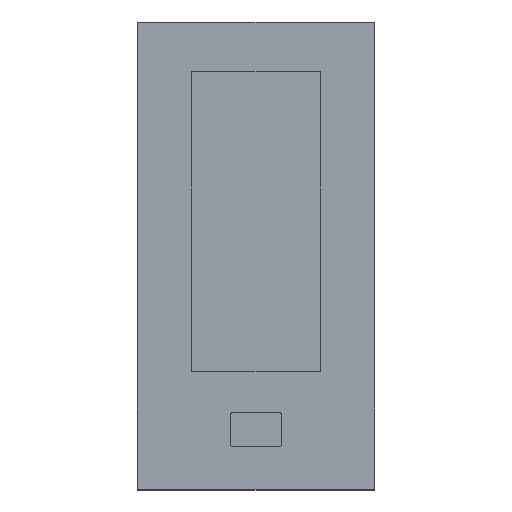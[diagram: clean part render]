
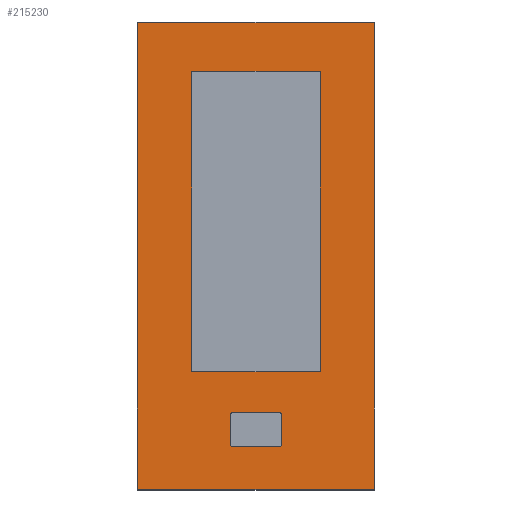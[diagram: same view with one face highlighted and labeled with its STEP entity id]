
A CAD part, top view. The second image highlights one B-rep face of the part: STEP entity #215230.
In plain terms, the highlighted planar face has unit normal (0, 0, 1).
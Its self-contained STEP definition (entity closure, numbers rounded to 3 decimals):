
#14940=CARTESIAN_POINT('',(-14.5,-279.825,139.));
#14950=VERTEX_POINT('',#14940);
#14980=CARTESIAN_POINT('',(-11.5,-279.825,139.));
#14990=DIRECTION('',(0.,0.,1.));
#15000=DIRECTION('',(1.,0.,0.));
#15010=AXIS2_PLACEMENT_3D('',#14980,#14990,#15000);
#15020=CIRCLE('',#15010,3.);
#15030=CARTESIAN_POINT('',(-11.5,-276.825,139.));
#15040=VERTEX_POINT('',#15030);
#15050=EDGE_CURVE('',#15040,#14950,#15020,.T.);
#16510=CARTESIAN_POINT('',(194.,-178.325,139.));
#16520=VERTEX_POINT('',#16510);
#16570=CARTESIAN_POINT('',(191.,-178.325,139.));
#16580=DIRECTION('',(0.,0.,-1.));
#16590=DIRECTION('',(-1.,0.,0.));
#16600=AXIS2_PLACEMENT_3D('',#16570,#16580,#16590);
#16610=CIRCLE('',#16600,3.);
#16620=CARTESIAN_POINT('',(191.,-181.325,139.));
#16630=VERTEX_POINT('',#16620);
#16640=EDGE_CURVE('',#16520,#16630,#16610,.T.);
#17000=CARTESIAN_POINT('',(-103.,-181.325,139.));
#17010=VERTEX_POINT('',#17000);
#17060=CARTESIAN_POINT('',(-103.,-178.325,139.));
#17070=DIRECTION('',(0.,0.,-1.));
#17080=DIRECTION('',(-1.,0.,0.));
#17090=AXIS2_PLACEMENT_3D('',#17060,#17070,#17080);
#17100=CIRCLE('',#17090,3.);
#17110=CARTESIAN_POINT('',(-106.,-178.325,139.));
#17120=VERTEX_POINT('',#17110);
#17130=EDGE_CURVE('',#17010,#17120,#17100,.T.);
#17490=CARTESIAN_POINT('',(-103.,518.675,139.));
#17500=VERTEX_POINT('',#17490);
#17550=CARTESIAN_POINT('',(0.,518.675,139.));
#17560=DIRECTION('',(1.,0.,0.));
#17570=VECTOR('',#17560,1.);
#17580=LINE('',#17550,#17570);
#17590=CARTESIAN_POINT('',(191.,518.675,139.));
#17600=VERTEX_POINT('',#17590);
#17610=EDGE_CURVE('',#17500,#17600,#17580,.T.);
#17930=CARTESIAN_POINT('',(0.,-181.325,139.));
#17940=DIRECTION('',(-1.,0.,0.));
#17950=VECTOR('',#17940,1.);
#17960=LINE('',#17930,#17950);
#17970=EDGE_CURVE('',#16630,#17010,#17960,.T.);
#18220=CARTESIAN_POINT('',(-106.,0.,139.));
#18230=DIRECTION('',(0.,1.,0.));
#18240=VECTOR('',#18230,1.);
#18250=LINE('',#18220,#18240);
#18260=CARTESIAN_POINT('',(-106.,515.675,139.));
#18270=VERTEX_POINT('',#18260);
#18280=EDGE_CURVE('',#17120,#18270,#18250,.T.);
#18600=CARTESIAN_POINT('',(-103.,515.675,139.));
#18610=DIRECTION('',(0.,0.,-1.));
#18620=DIRECTION('',(-1.,0.,0.));
#18630=AXIS2_PLACEMENT_3D('',#18600,#18610,#18620);
#18640=CIRCLE('',#18630,3.);
#18650=EDGE_CURVE('',#18270,#17500,#18640,.T.);
#18910=CARTESIAN_POINT('',(191.,515.675,139.));
#18920=DIRECTION('',(0.,0.,-1.));
#18930=DIRECTION('',(-1.,0.,0.));
#18940=AXIS2_PLACEMENT_3D('',#18910,#18920,#18930);
#18950=CIRCLE('',#18940,3.);
#18960=CARTESIAN_POINT('',(194.,515.675,139.));
#18970=VERTEX_POINT('',#18960);
#18980=EDGE_CURVE('',#17600,#18970,#18950,.T.);
#19310=CARTESIAN_POINT('',(194.,0.,139.));
#19320=DIRECTION('',(0.,-1.,0.));
#19330=VECTOR('',#19320,1.);
#19340=LINE('',#19310,#19330);
#19350=EDGE_CURVE('',#18970,#16520,#19340,.T.);
#19720=CARTESIAN_POINT('',(-14.5,-352.825,139.));
#19730=VERTEX_POINT('',#19720);
#19760=CARTESIAN_POINT('',(-14.5,7.2,139.));
#19770=DIRECTION('',(0.,1.,0.));
#19780=VECTOR('',#19770,1.);
#19790=LINE('',#19760,#19780);
#19800=EDGE_CURVE('',#19730,#14950,#19790,.T.);
#19900=CARTESIAN_POINT('',(0.,-276.825,139.));
#19910=DIRECTION('',(1.,0.,0.));
#19920=VECTOR('',#19910,1.);
#19930=LINE('',#19900,#19920);
#19940=CARTESIAN_POINT('',(99.5,-276.825,139.));
#19950=VERTEX_POINT('',#19940);
#19960=EDGE_CURVE('',#15040,#19950,#19930,.T.);
#20210=CARTESIAN_POINT('',(102.5,7.2,139.));
#20220=DIRECTION('',(0.,-1.,0.));
#20230=VECTOR('',#20220,1.);
#20240=LINE('',#20210,#20230);
#20250=CARTESIAN_POINT('',(102.5,-279.825,139.));
#20260=VERTEX_POINT('',#20250);
#20270=CARTESIAN_POINT('',(102.5,-352.825,139.));
#20280=VERTEX_POINT('',#20270);
#20290=EDGE_CURVE('',#20260,#20280,#20240,.T.);
#21550=CARTESIAN_POINT('',(99.5,-352.825,139.));
#21560=DIRECTION('',(0.,0.,1.));
#21570=DIRECTION('',(1.,0.,0.));
#21580=AXIS2_PLACEMENT_3D('',#21550,#21560,#21570);
#21590=CIRCLE('',#21580,3.);
#21600=CARTESIAN_POINT('',(99.5,-355.825,139.));
#21610=VERTEX_POINT('',#21600);
#21620=EDGE_CURVE('',#21610,#20280,#21590,.T.);
#21780=CARTESIAN_POINT('',(-11.5,-352.825,139.));
#21790=DIRECTION('',(0.,0.,-1.));
#21800=DIRECTION('',(-1.,0.,0.));
#21810=AXIS2_PLACEMENT_3D('',#21780,#21790,#21800);
#21820=CIRCLE('',#21810,3.);
#21830=CARTESIAN_POINT('',(-11.5,-355.825,139.));
#21840=VERTEX_POINT('',#21830);
#21850=EDGE_CURVE('',#21840,#19730,#21820,.T.);
#22180=CARTESIAN_POINT('',(0.,-355.825,139.));
#22190=DIRECTION('',(-1.,0.,0.));
#22200=VECTOR('',#22190,1.);
#22210=LINE('',#22180,#22200);
#22220=EDGE_CURVE('',#21610,#21840,#22210,.T.);
#209450=CARTESIAN_POINT('',(99.5,-279.825,139.));
#209460=DIRECTION('',(0.,0.,1.));
#209470=DIRECTION('',(1.,0.,0.));
#209480=AXIS2_PLACEMENT_3D('',#209450,#209460,#209470);
#209490=CIRCLE('',#209480,3.);
#209500=EDGE_CURVE('',#20260,#19950,#209490,.T.);
#214280=CARTESIAN_POINT('',(-231.,-454.325,139.));
#214290=VERTEX_POINT('',#214280);
#214380=CARTESIAN_POINT('',(-231.,631.675,139.));
#214390=VERTEX_POINT('',#214380);
#214420=CARTESIAN_POINT('',(-231.,0.,139.));
#214430=DIRECTION('',(0.,-1.,0.));
#214440=VECTOR('',#214430,1.);
#214450=LINE('',#214420,#214440);
#214460=EDGE_CURVE('',#214390,#214290,#214450,.T.);
#214730=CARTESIAN_POINT('',(86.,184.35,139.));
#214740=DIRECTION('',(0.,0.,1.));
#214750=DIRECTION('',(-1.,0.,0.));
#214760=AXIS2_PLACEMENT_3D('',#214730,#214740,#214750);
#214770=PLANE('',#214760);
#214780=ORIENTED_EDGE('',*,*,#17130,.T.);
#214790=ORIENTED_EDGE('',*,*,#17970,.T.);
#214800=ORIENTED_EDGE('',*,*,#16640,.T.);
#214810=ORIENTED_EDGE('',*,*,#19350,.T.);
#214820=ORIENTED_EDGE('',*,*,#18980,.T.);
#214830=ORIENTED_EDGE('',*,*,#17610,.T.);
#214840=ORIENTED_EDGE('',*,*,#18650,.T.);
#214850=ORIENTED_EDGE('',*,*,#18280,.T.);
#214860=EDGE_LOOP('',(#214850,#214840,#214830,#214820,#214810,#214800,
#214790,#214780));
#214870=FACE_BOUND('',#214860,.T.);
#214880=ORIENTED_EDGE('',*,*,#15050,.F.);
#214890=ORIENTED_EDGE('',*,*,#19800,.T.);
#214900=ORIENTED_EDGE('',*,*,#21850,.T.);
#214910=ORIENTED_EDGE('',*,*,#22220,.T.);
#214920=ORIENTED_EDGE('',*,*,#21620,.F.);
#214930=ORIENTED_EDGE('',*,*,#20290,.T.);
#214940=ORIENTED_EDGE('',*,*,#209500,.F.);
#214950=ORIENTED_EDGE('',*,*,#19960,.T.);
#214960=EDGE_LOOP('',(#214950,#214940,#214930,#214920,#214910,#214900,
#214890,#214880));
#214970=FACE_BOUND('',#214960,.T.);
#214980=ORIENTED_EDGE('',*,*,#214460,.T.);
#214990=CARTESIAN_POINT('',(0.,631.675,139.));
#215000=DIRECTION('',(-1.,0.,0.));
#215010=VECTOR('',#215000,1.);
#215020=LINE('',#214990,#215010);
#215030=CARTESIAN_POINT('',(319.,631.675,139.));
#215040=VERTEX_POINT('',#215030);
#215050=EDGE_CURVE('',#215040,#214390,#215020,.T.);
#215060=ORIENTED_EDGE('',*,*,#215050,.T.);
#215070=CARTESIAN_POINT('',(319.,0.,139.));
#215080=DIRECTION('',(0.,1.,0.));
#215090=VECTOR('',#215080,1.);
#215100=LINE('',#215070,#215090);
#215110=CARTESIAN_POINT('',(319.,-454.325,139.));
#215120=VERTEX_POINT('',#215110);
#215130=EDGE_CURVE('',#215120,#215040,#215100,.T.);
#215140=ORIENTED_EDGE('',*,*,#215130,.T.);
#215150=CARTESIAN_POINT('',(0.,-454.325,139.));
#215160=DIRECTION('',(1.,0.,0.));
#215170=VECTOR('',#215160,1.);
#215180=LINE('',#215150,#215170);
#215190=EDGE_CURVE('',#214290,#215120,#215180,.T.);
#215200=ORIENTED_EDGE('',*,*,#215190,.T.);
#215210=EDGE_LOOP('',(#215200,#215140,#215060,#214980));
#215220=FACE_OUTER_BOUND('',#215210,.T.);
#215230=ADVANCED_FACE('',(#214870,#214970,#215220),#214770,.T.);
